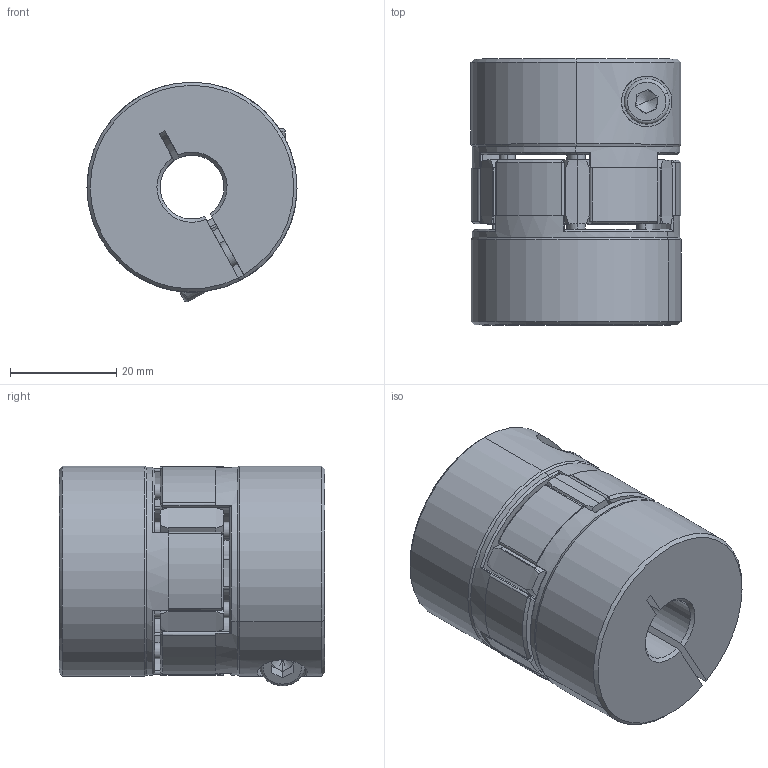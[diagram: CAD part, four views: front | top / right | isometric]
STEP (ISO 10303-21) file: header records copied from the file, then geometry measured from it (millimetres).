
FILE_DESCRIPTION (( 'STEP AP214' ), '1' );
FILE_NAME ('PE40-50-12-14.STEP', '2025-12-06T03:51:17', ( 'zzzz' ), ( ' ' ), 'SwSTEP 2.0', 'SolidWorks 2020', '' );
FILE_SCHEMA (( 'AUTOMOTIVE_DESIGN' ));
Length unit declared in the file: millimetre
Products named in the file (1): PE40-50-12-14
Bounding box: 39.5 x 50 x 41.32 mm (x, y, z)
Volume: 49899.2 mm3; surface area: 19377.5 mm2
Topology: 5 solids, 5 shells, 354 faces, 886 edges, 528 vertices
Faces by surface type: cylinder 150, cone 124, plane 76, torus 4
Entity records: 14810 total; most frequent: CARTESIAN_POINT 2428, DIRECTION 1884, ORIENTED_EDGE 1704, EDGE_CURVE 852, AXIS2_PLACEMENT_3D 782, VERTEX_POINT 528, CIRCLE 427, EDGE_LOOP 384
